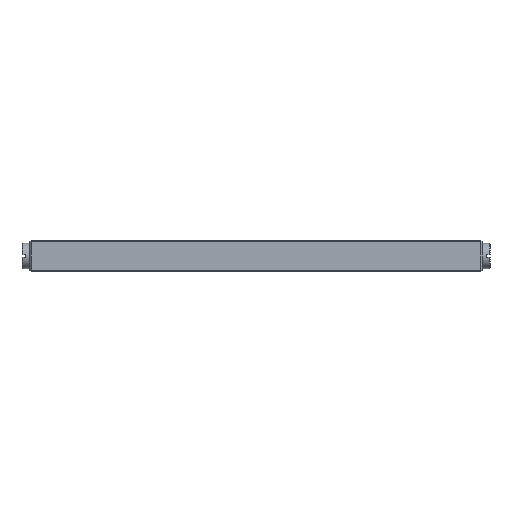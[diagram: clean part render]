
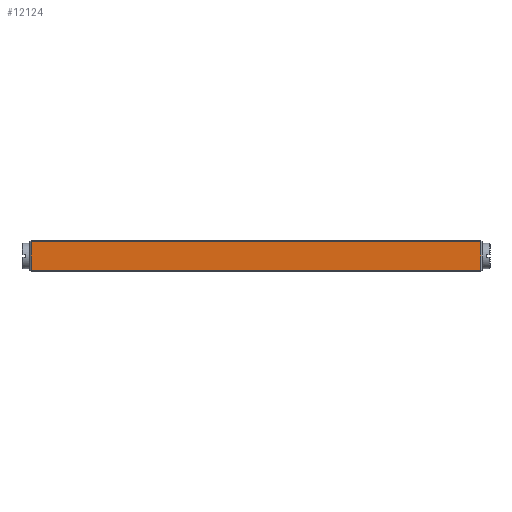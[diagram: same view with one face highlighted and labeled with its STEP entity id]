
A CAD part, front view. The second image highlights one B-rep face of the part: STEP entity #12124.
In plain terms, the highlighted planar face has unit normal (0, -1, 0).
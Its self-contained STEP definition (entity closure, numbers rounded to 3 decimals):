
#9800=FACE_OUTER_BOUND('',#19060,.T.);
#12124=ADVANCED_FACE('',(#9800),#14579,.T.);
#14579=PLANE('',#53631);
#19060=EDGE_LOOP('',(#23642,#23643,#23644,#23645));
#23642=ORIENTED_EDGE('',*,*,#39496,.T.);
#23643=ORIENTED_EDGE('',*,*,#39497,.T.);
#23644=ORIENTED_EDGE('',*,*,#39498,.T.);
#23645=ORIENTED_EDGE('',*,*,#39499,.T.);
#35034=VERTEX_POINT('',#71665);
#35035=VERTEX_POINT('',#71666);
#35036=VERTEX_POINT('',#71668);
#35037=VERTEX_POINT('',#71670);
#39496=EDGE_CURVE('',#35034,#35035,#45470,.T.);
#39497=EDGE_CURVE('',#35035,#35036,#45471,.T.);
#39498=EDGE_CURVE('',#35036,#35037,#45472,.T.);
#39499=EDGE_CURVE('',#35037,#35034,#45473,.T.);
#45470=LINE('',#71664,#49810);
#45471=LINE('',#71667,#49811);
#45472=LINE('',#71669,#49812);
#45473=LINE('',#71671,#49813);
#49810=VECTOR('',#58175,1.);
#49811=VECTOR('',#58176,1.);
#49812=VECTOR('',#58177,1.);
#49813=VECTOR('',#58178,1.);
#53631=AXIS2_PLACEMENT_3D('',#71672,#58179,#58180);
#58175=DIRECTION('',(0.,0.,1.));
#58176=DIRECTION('',(-1.,0.,0.));
#58177=DIRECTION('',(0.,0.,-1.));
#58178=DIRECTION('',(1.,0.,0.));
#58179=DIRECTION('',(0.,-1.,0.));
#58180=DIRECTION('',(0.,0.,-1.));
#71664=CARTESIAN_POINT('',(159.5,-12.,11.));
#71665=CARTESIAN_POINT('',(159.5,-12.,0.5));
#71666=CARTESIAN_POINT('',(159.5,-12.,10.5));
#71667=CARTESIAN_POINT('',(80.,-12.,10.5));
#71668=CARTESIAN_POINT('',(0.5,-12.,10.5));
#71669=CARTESIAN_POINT('',(0.5,-12.,11.));
#71670=CARTESIAN_POINT('',(0.5,-12.,0.5));
#71671=CARTESIAN_POINT('',(80.,-12.,0.5));
#71672=CARTESIAN_POINT('',(80.,-12.,11.));
